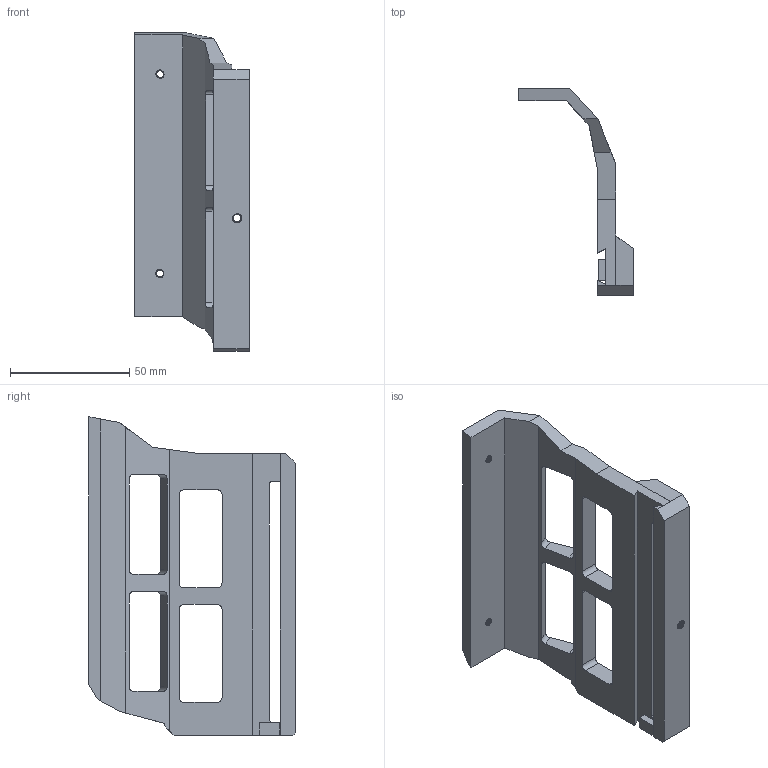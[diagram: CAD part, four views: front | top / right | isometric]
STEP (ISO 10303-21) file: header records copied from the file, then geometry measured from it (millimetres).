
FILE_DESCRIPTION(('FreeCAD Model'),'2;1');
FILE_NAME('Open CASCADE Shape Model','2024-08-22T22:07:38',(''),(''), 'Open CASCADE STEP processor 7.6','FreeCAD','Unknown');
FILE_SCHEMA(('AUTOMOTIVE_DESIGN { 1 0 10303 214 1 1 1 1 }'));
Length unit declared in the file: millimetre
Products named in the file (1): Pad001
Bounding box: 48 x 86.45 x 133.41 mm (x, y, z)
Volume: 69922.1 mm3; surface area: 30770.6 mm2
Topology: 1 solids, 1 shells, 268 faces, 684 edges, 418 vertices
Faces by surface type: bspline 141, cylinder 72, plane 55
Full cylindrical faces by diameter (mm): 2.921 x16, 3.322 x22
Entity records: 23506 total; most frequent: CARTESIAN_POINT 18216, ORIENTED_EDGE 1368, EDGE_CURVE 684, DIRECTION 593, VERTEX_POINT 418, B_SPLINE_CURVE_WITH_KNOTS 405, FACE_BOUND 286, EDGE_LOOP 286
